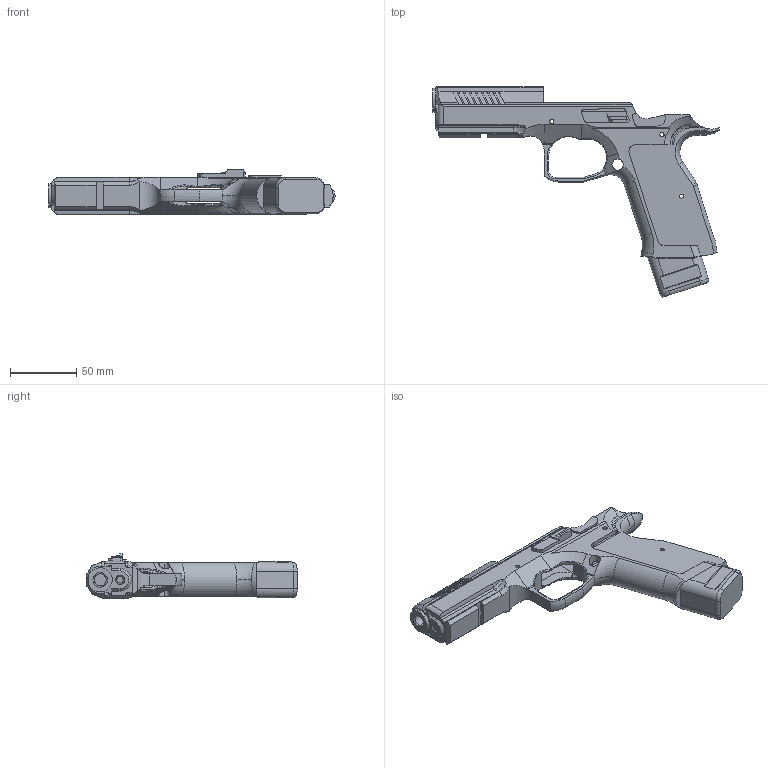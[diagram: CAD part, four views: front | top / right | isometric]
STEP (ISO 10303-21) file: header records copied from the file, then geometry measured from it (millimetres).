
FILE_DESCRIPTION (( 'STEP AP214' ), '1' );
FILE_NAME ('CZS2_grip_flat_safety.STEP', '2024-04-23T15:30:24', ( '' ), ( '' ), 'SwSTEP 2.0', 'SolidWorks 2022', '' );
FILE_SCHEMA (( 'AUTOMOTIVE_DESIGN' ));
Length unit declared in the file: millimetre
Products named in the file (1): CZS2_grip_flat_safety
Bounding box: 216.19 x 158.95 x 33.7 mm (x, y, z)
Volume: 100501.6 mm3; surface area: 68264.9 mm2
Topology: 1 solids, 1 shells, 493 faces, 1401 edges, 906 vertices
Faces by surface type: plane 263, cylinder 151, torus 34, bspline 27, cone 16, sphere 2
Entity records: 17975 total; most frequent: CARTESIAN_POINT 5398, ORIENTED_EDGE 2802, DIRECTION 2454, EDGE_CURVE 1401, VERTEX_POINT 906, VECTOR 872, LINE 872, AXIS2_PLACEMENT_3D 791
